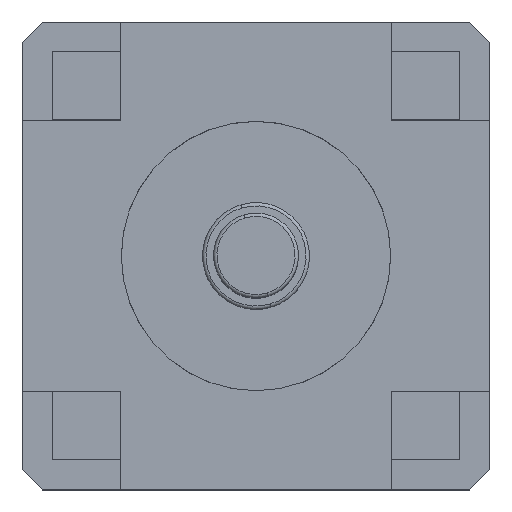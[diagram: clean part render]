
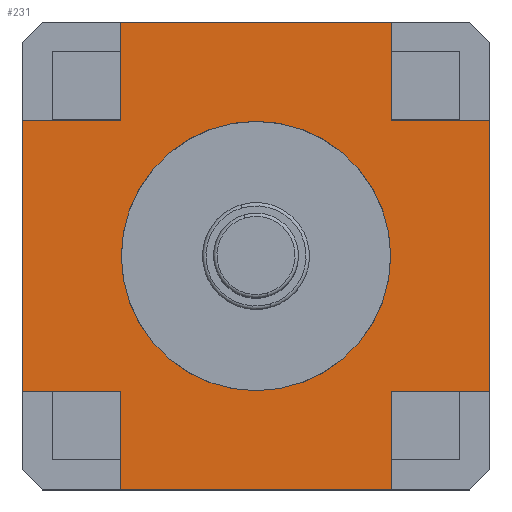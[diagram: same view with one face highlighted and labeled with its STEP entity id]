
A CAD part, top view. The second image highlights one B-rep face of the part: STEP entity #231.
In plain terms, the highlighted planar face has unit normal (0, 0, 1).
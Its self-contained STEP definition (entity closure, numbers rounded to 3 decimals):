
#231=ADVANCED_FACE('',(#544,#545),#546,.T.);
#544=FACE_OUTER_BOUND('',#1098,.T.);
#545=FACE_BOUND('',#1099,.T.);
#546=PLANE('',#1100);
#1098=EDGE_LOOP('',(#1859,#1860,#1861,#1862,#1863,#1864,#1865,#1866,#1867,#1868,#1869,#1870));
#1099=EDGE_LOOP('',(#1871,#1872));
#1100=AXIS2_PLACEMENT_3D('',#1873,#1874,#1875);
#1859=ORIENTED_EDGE('',*,*,#2813,.T.);
#1860=ORIENTED_EDGE('',*,*,#2814,.F.);
#1861=ORIENTED_EDGE('',*,*,#2815,.F.);
#1862=ORIENTED_EDGE('',*,*,#2816,.T.);
#1863=ORIENTED_EDGE('',*,*,#2817,.T.);
#1864=ORIENTED_EDGE('',*,*,#2818,.T.);
#1865=ORIENTED_EDGE('',*,*,#2819,.T.);
#1866=ORIENTED_EDGE('',*,*,#2820,.F.);
#1867=ORIENTED_EDGE('',*,*,#2821,.F.);
#1868=ORIENTED_EDGE('',*,*,#2822,.T.);
#1869=ORIENTED_EDGE('',*,*,#2823,.T.);
#1870=ORIENTED_EDGE('',*,*,#2824,.T.);
#1871=ORIENTED_EDGE('',*,*,#2811,.F.);
#1872=ORIENTED_EDGE('',*,*,#2739,.F.);
#1873=CARTESIAN_POINT('',(0.0,0.0,1.1));
#1874=DIRECTION('',(0.0,0.0,1.0));
#1875=DIRECTION('',(1.0,0.0,0.0));
#2739=EDGE_CURVE('',#3231,#3234,#3235,.T.);
#2811=EDGE_CURVE('',#3234,#3231,#3335,.T.);
#2813=EDGE_CURVE('',#3337,#3338,#3339,.T.);
#2814=EDGE_CURVE('',#3340,#3338,#3341,.T.);
#2815=EDGE_CURVE('',#3342,#3340,#3343,.T.);
#2816=EDGE_CURVE('',#3342,#3344,#3345,.T.);
#2817=EDGE_CURVE('',#3344,#3346,#3347,.T.);
#2818=EDGE_CURVE('',#3346,#3348,#3349,.T.);
#2819=EDGE_CURVE('',#3348,#3350,#3351,.T.);
#2820=EDGE_CURVE('',#3352,#3350,#3353,.T.);
#2821=EDGE_CURVE('',#3354,#3352,#3355,.T.);
#2822=EDGE_CURVE('',#3354,#3356,#3357,.T.);
#2823=EDGE_CURVE('',#3356,#3358,#3359,.T.);
#2824=EDGE_CURVE('',#3358,#3337,#3360,.T.);
#3231=VERTEX_POINT('',#5673);
#3234=VERTEX_POINT('',#5677);
#3235=CIRCLE('',#5678,2.015);
#3335=CIRCLE('',#7188,2.015);
#3337=VERTEX_POINT('',#7190);
#3338=VERTEX_POINT('',#7191);
#3339=LINE('',#7192,#7193);
#3340=VERTEX_POINT('',#7194);
#3341=LINE('',#7195,#7196);
#3342=VERTEX_POINT('',#7197);
#3343=LINE('',#7198,#7199);
#3344=VERTEX_POINT('',#7200);
#3345=LINE('',#7201,#7202);
#3346=VERTEX_POINT('',#7203);
#3347=LINE('',#7204,#7205);
#3348=VERTEX_POINT('',#7206);
#3349=LINE('',#7207,#7208);
#3350=VERTEX_POINT('',#7209);
#3351=LINE('',#7210,#7211);
#3352=VERTEX_POINT('',#7212);
#3353=LINE('',#7213,#7214);
#3354=VERTEX_POINT('',#7215);
#3355=LINE('',#7216,#7217);
#3356=VERTEX_POINT('',#7218);
#3357=LINE('',#7219,#7220);
#3358=VERTEX_POINT('',#7221);
#3359=LINE('',#7222,#7223);
#3360=LINE('',#7224,#7225);
#5673=CARTESIAN_POINT('',(-2.015,0.,1.1));
#5677=CARTESIAN_POINT('',(2.015,0.0,1.1));
#5678=AXIS2_PLACEMENT_3D('',#7907,#7908,#7909);
#7188=AXIS2_PLACEMENT_3D('',#7965,#7966,#7967);
#7190=CARTESIAN_POINT('',(2.03,3.5,1.1));
#7191=CARTESIAN_POINT('',(-2.03,3.5,1.1));
#7192=CARTESIAN_POINT('',(3.5,3.5,1.1));
#7193=VECTOR('',#7968,1000.0);
#7194=CARTESIAN_POINT('',(-2.03,2.03,1.1));
#7195=CARTESIAN_POINT('',(-2.03,3.5,1.1));
#7196=VECTOR('',#7969,1000.0);
#7197=CARTESIAN_POINT('',(-3.5,2.03,1.1));
#7198=CARTESIAN_POINT('',(-2.03,2.03,1.1));
#7199=VECTOR('',#7970,1000.0);
#7200=CARTESIAN_POINT('',(-3.5,-2.03,1.1));
#7201=CARTESIAN_POINT('',(-3.5,3.5,1.1));
#7202=VECTOR('',#7971,1000.0);
#7203=CARTESIAN_POINT('',(-2.03,-2.03,1.1));
#7204=CARTESIAN_POINT('',(-2.03,-2.03,1.1));
#7205=VECTOR('',#7972,1000.0);
#7206=CARTESIAN_POINT('',(-2.03,-3.5,1.1));
#7207=CARTESIAN_POINT('',(-2.03,-3.5,1.1));
#7208=VECTOR('',#7973,1000.0);
#7209=CARTESIAN_POINT('',(2.03,-3.5,1.1));
#7210=CARTESIAN_POINT('',(-3.5,-3.5,1.1));
#7211=VECTOR('',#7974,1000.0);
#7212=CARTESIAN_POINT('',(2.03,-2.03,1.1));
#7213=CARTESIAN_POINT('',(2.03,-3.5,1.1));
#7214=VECTOR('',#7975,1000.0);
#7215=CARTESIAN_POINT('',(3.5,-2.03,1.1));
#7216=CARTESIAN_POINT('',(2.03,-2.03,1.1));
#7217=VECTOR('',#7976,1000.0);
#7218=CARTESIAN_POINT('',(3.5,2.03,1.1));
#7219=CARTESIAN_POINT('',(3.5,-3.5,1.1));
#7220=VECTOR('',#7977,1000.0);
#7221=CARTESIAN_POINT('',(2.03,2.03,1.1));
#7222=CARTESIAN_POINT('',(2.03,2.03,1.1));
#7223=VECTOR('',#7978,1000.0);
#7224=CARTESIAN_POINT('',(2.03,3.5,1.1));
#7225=VECTOR('',#7979,1000.0);
#7907=CARTESIAN_POINT('',(0.0,0.0,1.1));
#7908=DIRECTION('',(0.0,0.0,1.0));
#7909=DIRECTION('',(1.0,0.0,0.0));
#7965=CARTESIAN_POINT('',(0.0,0.0,1.1));
#7966=DIRECTION('',(0.0,0.0,1.0));
#7967=DIRECTION('',(1.0,0.0,0.0));
#7968=DIRECTION('',(-1.0,0.0,0.0));
#7969=DIRECTION('',(0.,1.0,0.0));
#7970=DIRECTION('',(1.0,0.,0.0));
#7971=DIRECTION('',(0.0,-1.0,0.0));
#7972=DIRECTION('',(1.0,0.0,0.0));
#7973=DIRECTION('',(0.0,-1.0,0.0));
#7974=DIRECTION('',(1.0,0.0,0.0));
#7975=DIRECTION('',(0.0,-1.0,0.0));
#7976=DIRECTION('',(-1.0,0.0,0.0));
#7977=DIRECTION('',(0.0,1.0,0.0));
#7978=DIRECTION('',(-1.0,0.0,0.0));
#7979=DIRECTION('',(0.,1.0,0.0));
